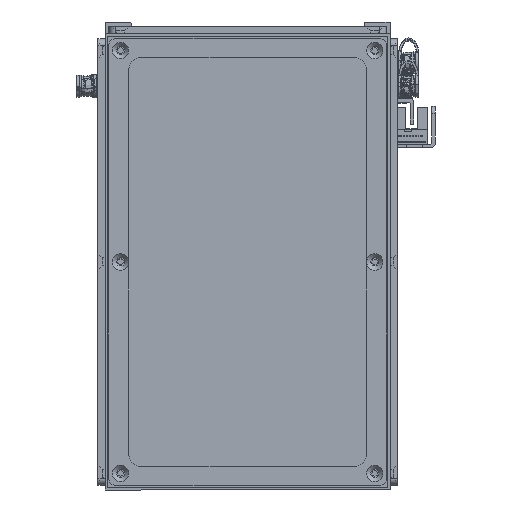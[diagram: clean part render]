
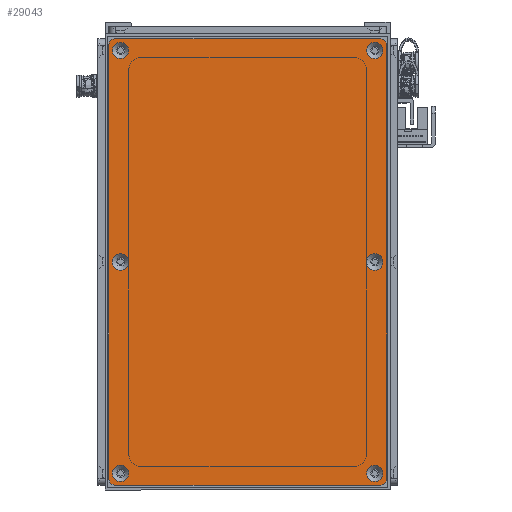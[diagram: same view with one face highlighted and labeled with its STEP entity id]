
A CAD part, front view. The second image highlights one B-rep face of the part: STEP entity #29043.
In plain terms, the highlighted planar face has unit normal (0, -1, 0).
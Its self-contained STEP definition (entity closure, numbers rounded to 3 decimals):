
#2440=FACE_BOUND('',#6940,.T.);
#2441=FACE_BOUND('',#6941,.T.);
#2442=FACE_BOUND('',#6942,.T.);
#2443=FACE_BOUND('',#6943,.T.);
#2444=FACE_BOUND('',#6944,.T.);
#2445=FACE_BOUND('',#6945,.T.);
#3624=CIRCLE('',#32037,3.45);
#3627=CIRCLE('',#32042,3.45);
#3630=CIRCLE('',#32047,3.45);
#3633=CIRCLE('',#32052,3.45);
#3636=CIRCLE('',#32057,3.45);
#3639=CIRCLE('',#32062,3.45);
#3642=CIRCLE('',#32067,3.);
#3644=CIRCLE('',#32070,3.);
#3645=CIRCLE('',#32071,3.);
#3646=CIRCLE('',#32072,3.);
#5105=FACE_OUTER_BOUND('',#6939,.T.);
#6939=EDGE_LOOP('',(#25909,#25910,#25911,#25912,#25913,#25914,#25915,#25916));
#6940=EDGE_LOOP('',(#25917));
#6941=EDGE_LOOP('',(#25918));
#6942=EDGE_LOOP('',(#25919));
#6943=EDGE_LOOP('',(#25920));
#6944=EDGE_LOOP('',(#25921));
#6945=EDGE_LOOP('',(#25922));
#9336=LINE('',#50738,#11727);
#9337=LINE('',#50742,#11728);
#9338=LINE('',#50746,#11729);
#9339=LINE('',#50749,#11730);
#11727=VECTOR('',#39559,10.);
#11728=VECTOR('',#39562,10.);
#11729=VECTOR('',#39565,10.);
#11730=VECTOR('',#39568,10.);
#14364=VERTEX_POINT('',#50668);
#14367=VERTEX_POINT('',#50678);
#14370=VERTEX_POINT('',#50688);
#14373=VERTEX_POINT('',#50698);
#14376=VERTEX_POINT('',#50708);
#14379=VERTEX_POINT('',#50718);
#14382=VERTEX_POINT('',#50728);
#14383=VERTEX_POINT('',#50729);
#14386=VERTEX_POINT('',#50737);
#14387=VERTEX_POINT('',#50739);
#14388=VERTEX_POINT('',#50741);
#14389=VERTEX_POINT('',#50743);
#14390=VERTEX_POINT('',#50745);
#14391=VERTEX_POINT('',#50747);
#18263=EDGE_CURVE('',#14364,#14364,#3624,.T.);
#18268=EDGE_CURVE('',#14367,#14367,#3627,.T.);
#18273=EDGE_CURVE('',#14370,#14370,#3630,.T.);
#18278=EDGE_CURVE('',#14373,#14373,#3633,.T.);
#18283=EDGE_CURVE('',#14376,#14376,#3636,.T.);
#18288=EDGE_CURVE('',#14379,#14379,#3639,.T.);
#18293=EDGE_CURVE('',#14382,#14383,#3642,.T.);
#18297=EDGE_CURVE('',#14382,#14386,#9336,.T.);
#18298=EDGE_CURVE('',#14387,#14386,#3644,.T.);
#18299=EDGE_CURVE('',#14387,#14388,#9337,.T.);
#18300=EDGE_CURVE('',#14389,#14388,#3645,.T.);
#18301=EDGE_CURVE('',#14389,#14390,#9338,.T.);
#18302=EDGE_CURVE('',#14391,#14390,#3646,.T.);
#18303=EDGE_CURVE('',#14391,#14383,#9339,.T.);
#25909=ORIENTED_EDGE('',*,*,#18293,.F.);
#25910=ORIENTED_EDGE('',*,*,#18297,.T.);
#25911=ORIENTED_EDGE('',*,*,#18298,.F.);
#25912=ORIENTED_EDGE('',*,*,#18299,.T.);
#25913=ORIENTED_EDGE('',*,*,#18300,.F.);
#25914=ORIENTED_EDGE('',*,*,#18301,.T.);
#25915=ORIENTED_EDGE('',*,*,#18302,.F.);
#25916=ORIENTED_EDGE('',*,*,#18303,.T.);
#25917=ORIENTED_EDGE('',*,*,#18263,.T.);
#25918=ORIENTED_EDGE('',*,*,#18268,.T.);
#25919=ORIENTED_EDGE('',*,*,#18273,.T.);
#25920=ORIENTED_EDGE('',*,*,#18278,.T.);
#25921=ORIENTED_EDGE('',*,*,#18283,.T.);
#25922=ORIENTED_EDGE('',*,*,#18288,.T.);
#27712=PLANE('',#32069);
#29043=ADVANCED_FACE('',(#5105,#2440,#2441,#2442,#2443,#2444,#2445),#27712,
 .T.);
#32037=AXIS2_PLACEMENT_3D('',#50669,#39479,#39480);
#32042=AXIS2_PLACEMENT_3D('',#50679,#39491,#39492);
#32047=AXIS2_PLACEMENT_3D('',#50689,#39503,#39504);
#32052=AXIS2_PLACEMENT_3D('',#50699,#39515,#39516);
#32057=AXIS2_PLACEMENT_3D('',#50709,#39527,#39528);
#32062=AXIS2_PLACEMENT_3D('',#50719,#39539,#39540);
#32067=AXIS2_PLACEMENT_3D('',#50730,#39551,#39552);
#32069=AXIS2_PLACEMENT_3D('',#50736,#39557,#39558);
#32070=AXIS2_PLACEMENT_3D('',#50740,#39560,#39561);
#32071=AXIS2_PLACEMENT_3D('',#50744,#39563,#39564);
#32072=AXIS2_PLACEMENT_3D('',#50748,#39566,#39567);
#39479=DIRECTION('center_axis',(0.,1.,0.));
#39480=DIRECTION('ref_axis',(1.,0.,0.));
#39491=DIRECTION('center_axis',(0.,1.,0.));
#39492=DIRECTION('ref_axis',(1.,0.,0.));
#39503=DIRECTION('center_axis',(0.,1.,0.));
#39504=DIRECTION('ref_axis',(1.,0.,0.));
#39515=DIRECTION('center_axis',(0.,1.,0.));
#39516=DIRECTION('ref_axis',(1.,0.,0.));
#39527=DIRECTION('center_axis',(0.,1.,0.));
#39528=DIRECTION('ref_axis',(1.,0.,0.));
#39539=DIRECTION('center_axis',(0.,1.,0.));
#39540=DIRECTION('ref_axis',(1.,0.,0.));
#39551=DIRECTION('center_axis',(0.,1.,0.));
#39552=DIRECTION('ref_axis',(-0.707,0.,0.707));
#39557=DIRECTION('center_axis',(0.,-1.,0.));
#39558=DIRECTION('ref_axis',(0.,0.,-1.));
#39559=DIRECTION('',(0.,0.,-1.));
#39560=DIRECTION('center_axis',(0.,1.,0.));
#39561=DIRECTION('ref_axis',(-0.707,0.,-0.707));
#39562=DIRECTION('',(1.,0.,0.));
#39563=DIRECTION('center_axis',(0.,1.,0.));
#39564=DIRECTION('ref_axis',(0.707,0.,-0.707));
#39565=DIRECTION('',(0.,0.,1.));
#39566=DIRECTION('center_axis',(0.,1.,0.));
#39567=DIRECTION('ref_axis',(0.707,0.,0.707));
#39568=DIRECTION('',(-1.,0.,0.));
#50668=CARTESIAN_POINT('',(85.55,-1.5,53.5));
#50669=CARTESIAN_POINT('Origin',(89.,-1.5,53.5));
#50678=CARTESIAN_POINT('',(-3.45,-1.5,-53.5));
#50679=CARTESIAN_POINT('Origin',(0.,-1.5,-53.5));
#50688=CARTESIAN_POINT('',(-92.45,-1.5,53.5));
#50689=CARTESIAN_POINT('Origin',(-89.,-1.5,53.5));
#50698=CARTESIAN_POINT('',(-92.45,-1.5,-53.5));
#50699=CARTESIAN_POINT('Origin',(-89.,-1.5,-53.5));
#50708=CARTESIAN_POINT('',(-3.45,-1.5,53.5));
#50709=CARTESIAN_POINT('Origin',(0.,-1.5,53.5));
#50718=CARTESIAN_POINT('',(85.55,-1.5,-53.5));
#50719=CARTESIAN_POINT('Origin',(89.,-1.5,-53.5));
#50728=CARTESIAN_POINT('',(-94.,-1.5,55.5));
#50729=CARTESIAN_POINT('',(-91.,-1.5,58.5));
#50730=CARTESIAN_POINT('Origin',(-91.,-1.5,55.5));
#50736=CARTESIAN_POINT('Origin',(0.,-1.5,0.));
#50737=CARTESIAN_POINT('',(-94.,-1.5,-55.5));
#50738=CARTESIAN_POINT('',(-94.,-1.5,58.5));
#50739=CARTESIAN_POINT('',(-91.,-1.5,-58.5));
#50740=CARTESIAN_POINT('Origin',(-91.,-1.5,-55.5));
#50741=CARTESIAN_POINT('',(91.,-1.5,-58.5));
#50742=CARTESIAN_POINT('',(-94.,-1.5,-58.5));
#50743=CARTESIAN_POINT('',(94.,-1.5,-55.5));
#50744=CARTESIAN_POINT('Origin',(91.,-1.5,-55.5));
#50745=CARTESIAN_POINT('',(94.,-1.5,55.5));
#50746=CARTESIAN_POINT('',(94.,-1.5,-58.5));
#50747=CARTESIAN_POINT('',(91.,-1.5,58.5));
#50748=CARTESIAN_POINT('Origin',(91.,-1.5,55.5));
#50749=CARTESIAN_POINT('',(94.,-1.5,58.5));
